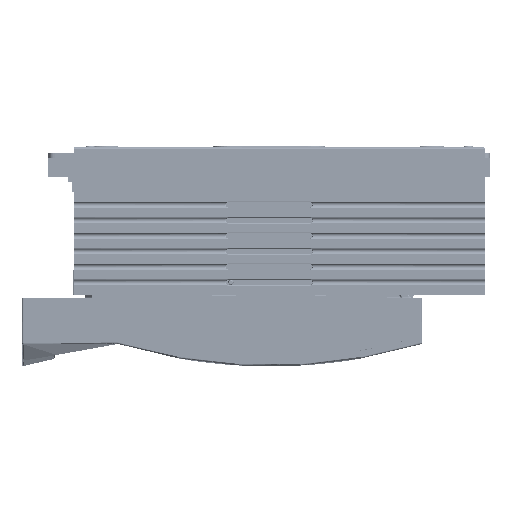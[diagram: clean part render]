
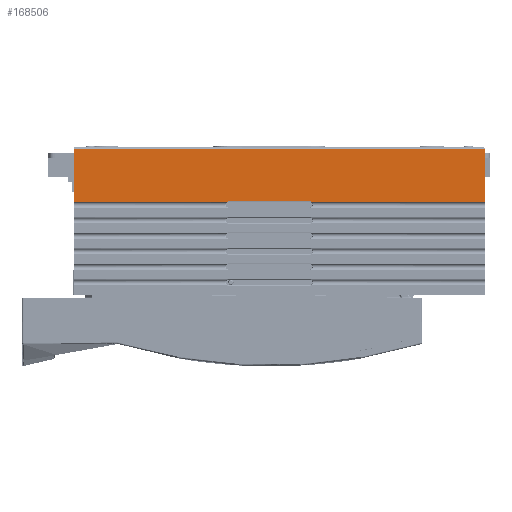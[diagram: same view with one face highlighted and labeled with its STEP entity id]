
A CAD part, front view. The second image highlights one B-rep face of the part: STEP entity #168506.
In plain terms, the highlighted face is planar.
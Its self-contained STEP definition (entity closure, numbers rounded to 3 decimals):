
#279 = CARTESIAN_POINT ( 'NONE',  ( 255.7, 0., -95.5 ) ) ;
#4411 = CARTESIAN_POINT ( 'NONE',  ( 255.7, 0., -94. ) ) ;
#7905 = CARTESIAN_POINT ( 'NONE',  ( 255.7, 0., -94. ) ) ;
#16012 = CARTESIAN_POINT ( 'NONE',  ( 255.7, 264.992, -60.266 ) ) ;
#17951 = DIRECTION ( 'NONE',  ( 0., -1., 0. ) ) ;
#18180 = DIRECTION ( 'NONE',  ( 0., 0., 1. ) ) ;
#22255 = FACE_OUTER_BOUND ( 'NONE', #43894, .T. ) ;
#28701 = AXIS2_PLACEMENT_3D ( 'NONE', #279, #100664, #18180 ) ;
#41867 = LINE ( 'NONE', #268536, #173714 ) ;
#42072 = CARTESIAN_POINT ( 'NONE',  ( 255.7, 264.995, -60.278 ) ) ;
#43758 = DIRECTION ( 'NONE',  ( 0., 1., 0. ) ) ;
#43894 = EDGE_LOOP ( 'NONE', ( #198445, #104858, #181208, #110352, #51027, #92054, #102152, #182538, #248838 ) ) ;
#49740 = LINE ( 'NONE', #149088, #95785 ) ;
#50891 = EDGE_CURVE ( 'NONE', #52564, #136259, #41867, .T. ) ;
#51027 = ORIENTED_EDGE ( 'NONE', *, *, #211792, .T. ) ;
#52143 = CARTESIAN_POINT ( 'NONE',  ( 255.7, 165.25, -58.25 ) ) ;
#52564 = VERTEX_POINT ( 'NONE', #104792 ) ;
#64162 = B_SPLINE_CURVE_WITH_KNOTS ( 'NONE', 3,
 ( #141046, #249520, #224816, #42072, #16012 ),
 .UNSPECIFIED., .F., .F.,
 ( 4, 1, 4 ),
 ( 0., 0.5, 1. ),
 .UNSPECIFIED. ) ;
#64176 = CARTESIAN_POINT ( 'NONE',  ( 255.7, 165.25, -60.5 ) ) ;
#66399 = VECTOR ( 'NONE', #43758, 1000. ) ;
#85889 = CARTESIAN_POINT ( 'NONE',  ( 255.7, 166.25, -60.266 ) ) ;
#92054 = ORIENTED_EDGE ( 'NONE', *, *, #134096, .T. ) ;
#95785 = VECTOR ( 'NONE', #103816, 1000. ) ;
#99988 = CARTESIAN_POINT ( 'NONE',  ( 255.7, 264.992, -60.266 ) ) ;
#100664 = DIRECTION ( 'NONE',  ( 1., 0., 0. ) ) ;
#102152 = ORIENTED_EDGE ( 'NONE', *, *, #269927, .T. ) ;
#102925 = CARTESIAN_POINT ( 'NONE',  ( 255.7, 112.75, -60.5 ) ) ;
#103816 = DIRECTION ( 'NONE',  ( 0., -1., 0. ) ) ;
#104792 = CARTESIAN_POINT ( 'NONE',  ( 255.7, 265., -94. ) ) ;
#104858 = ORIENTED_EDGE ( 'NONE', *, *, #235767, .T. ) ;
#108182 = EDGE_CURVE ( 'NONE', #215345, #169840, #178690, .T. ) ;
#110347 = VECTOR ( 'NONE', #240002, 1000. ) ;
#110352 = ORIENTED_EDGE ( 'NONE', *, *, #125301, .T. ) ;
#112396 = VERTEX_POINT ( 'NONE', #102925 ) ;
#113158 = CIRCLE ( 'NONE', #161387, 2.25 ) ;
#116723 = DIRECTION ( 'NONE',  ( 0., 0.444, -0.896 ) ) ;
#116872 = DIRECTION ( 'NONE',  ( 0., 0., -1. ) ) ;
#125301 = EDGE_CURVE ( 'NONE', #160088, #134191, #113158, .T. ) ;
#125656 = DIRECTION ( 'NONE',  ( 0., 0., 1. ) ) ;
#134096 = EDGE_CURVE ( 'NONE', #112396, #167623, #233535, .T. ) ;
#134191 = VERTEX_POINT ( 'NONE', #64176 ) ;
#134267 = CARTESIAN_POINT ( 'NONE',  ( 255.7, 264.992, -60.266 ) ) ;
#136259 = VERTEX_POINT ( 'NONE', #156334 ) ;
#141046 = CARTESIAN_POINT ( 'NONE',  ( 255.7, 265., -60.341 ) ) ;
#149088 = CARTESIAN_POINT ( 'NONE',  ( 255.7, 165.25, -60.5 ) ) ;
#156334 = CARTESIAN_POINT ( 'NONE',  ( 255.7, 265., -60.341 ) ) ;
#157596 = LINE ( 'NONE', #134267, #110347 ) ;
#157756 = DIRECTION ( 'NONE',  ( -1., 0., 0. ) ) ;
#159000 = AXIS2_PLACEMENT_3D ( 'NONE', #178356, #157756, #219561 ) ;
#160088 = VERTEX_POINT ( 'NONE', #85889 ) ;
#161387 = AXIS2_PLACEMENT_3D ( 'NONE', #52143, #237678, #116723 ) ;
#164539 = CARTESIAN_POINT ( 'NONE',  ( 255.7, 0., -60.266 ) ) ;
#167623 = VERTEX_POINT ( 'NONE', #240783 ) ;
#167878 = PLANE ( 'NONE',  #28701 ) ;
#168506 = ADVANCED_FACE ( 'NONE', ( #22255 ), #167878, .T. ) ;
#169840 = VERTEX_POINT ( 'NONE', #4411 ) ;
#173714 = VECTOR ( 'NONE', #125656, 1000. ) ;
#178356 = CARTESIAN_POINT ( 'NONE',  ( 255.7, 112.75, -58.25 ) ) ;
#178690 = LINE ( 'NONE', #262449, #234804 ) ;
#181208 = ORIENTED_EDGE ( 'NONE', *, *, #235741, .T. ) ;
#182538 = ORIENTED_EDGE ( 'NONE', *, *, #108182, .T. ) ;
#198445 = ORIENTED_EDGE ( 'NONE', *, *, #50891, .T. ) ;
#208867 = CARTESIAN_POINT ( 'NONE',  ( 255.7, 111.75, -60.266 ) ) ;
#211792 = EDGE_CURVE ( 'NONE', #134191, #112396, #49740, .T. ) ;
#215345 = VERTEX_POINT ( 'NONE', #164539 ) ;
#219561 = DIRECTION ( 'NONE',  ( 0., 0., -1. ) ) ;
#224816 = CARTESIAN_POINT ( 'NONE',  ( 255.7, 264.999, -60.304 ) ) ;
#227574 = VERTEX_POINT ( 'NONE', #99988 ) ;
#231922 = LINE ( 'NONE', #7905, #66399 ) ;
#233535 = CIRCLE ( 'NONE', #159000, 2.25 ) ;
#234804 = VECTOR ( 'NONE', #116872, 1000. ) ;
#235610 = EDGE_CURVE ( 'NONE', #169840, #52564, #231922, .T. ) ;
#235741 = EDGE_CURVE ( 'NONE', #227574, #160088, #157596, .T. ) ;
#235767 = EDGE_CURVE ( 'NONE', #136259, #227574, #64162, .T. ) ;
#237678 = DIRECTION ( 'NONE',  ( -1., 0., 0. ) ) ;
#240002 = DIRECTION ( 'NONE',  ( 0., -1., 0. ) ) ;
#240783 = CARTESIAN_POINT ( 'NONE',  ( 255.7, 111.75, -60.266 ) ) ;
#248838 = ORIENTED_EDGE ( 'NONE', *, *, #235610, .T. ) ;
#249520 = CARTESIAN_POINT ( 'NONE',  ( 255.7, 265., -60.329 ) ) ;
#259840 = LINE ( 'NONE', #208867, #262515 ) ;
#262449 = CARTESIAN_POINT ( 'NONE',  ( 255.7, 0., -60.266 ) ) ;
#262515 = VECTOR ( 'NONE', #17951, 1000. ) ;
#268536 = CARTESIAN_POINT ( 'NONE',  ( 255.7, 265., -94. ) ) ;
#269927 = EDGE_CURVE ( 'NONE', #167623, #215345, #259840, .T. ) ;
